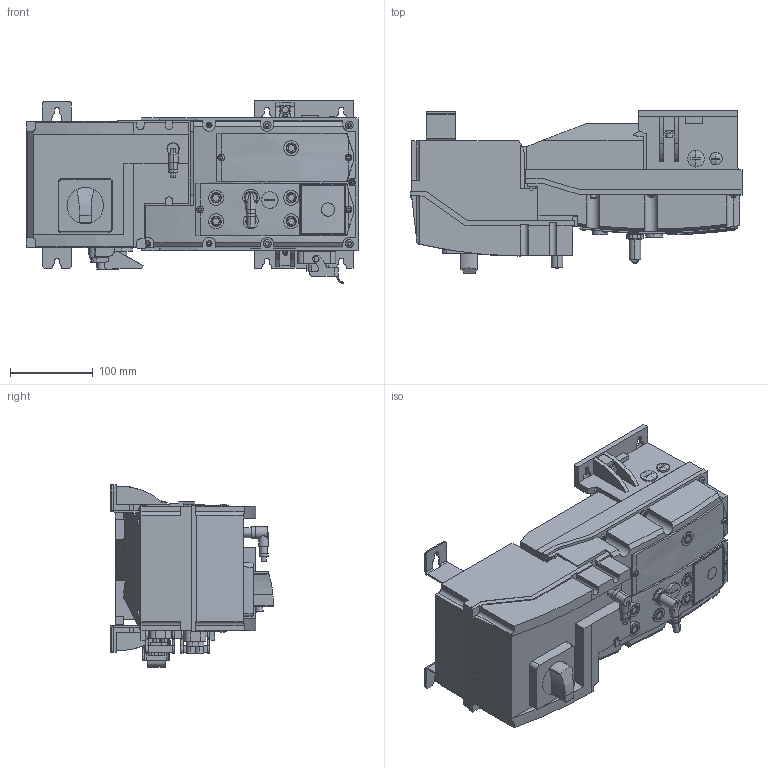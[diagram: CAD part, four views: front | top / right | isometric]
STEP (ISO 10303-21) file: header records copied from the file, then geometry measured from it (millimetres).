
FILE_DESCRIPTION(('STEP AP214'),'1');
FILE_NAME('cctmp_70C40455-F40F-434C-8134-377631CEC319_2024_04_10_16_17_46_0392_16492..stp','2024-04-10T14:17:46',('Lenze SE'),('CADClick - www.CADClick.com'),'Spatial InterOp 3D',' ','unknown authorization');
FILE_SCHEMA(('AUTOMOTIVE_DESIGN'));
Length unit declared in the file: millimetre
Products named in the file (1): 2024_04_10_16_17_46_0327
Bounding box: 400.3 x 196 x 220.45 mm (x, y, z)
Volume: 7655098 mm3; surface area: 416157.1 mm2
Topology: 1 solids, 2 shells, 1229 faces, 3312 edges, 2188 vertices
Faces by surface type: plane 729, cylinder 458, cone 28, torus 14
Entity records: 51728 total; most frequent: CARTESIAN_POINT 10263, ORIENTED_EDGE 6624, DIRECTION 6622, EDGE_CURVE 3312, AXIS2_PLACEMENT_3D 2239, VERTEX_POINT 2188, LINE 2144, VECTOR 2144
